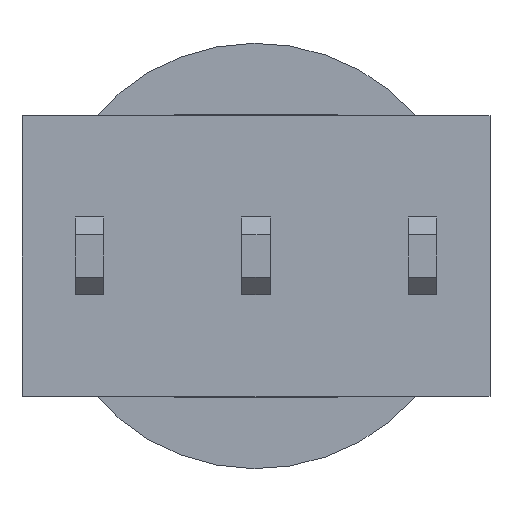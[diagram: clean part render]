
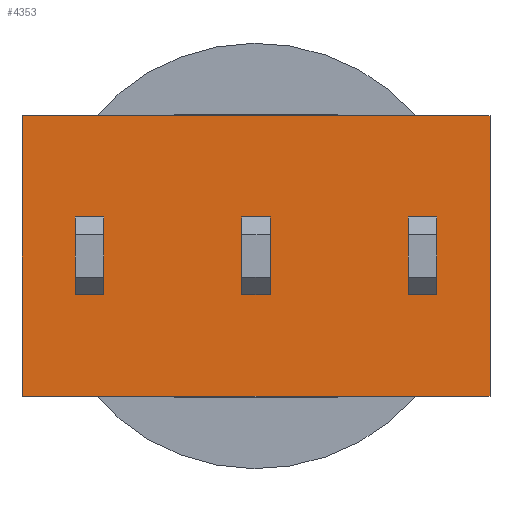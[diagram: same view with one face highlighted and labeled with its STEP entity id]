
A CAD part, front view. The second image highlights one B-rep face of the part: STEP entity #4353.
In plain terms, the highlighted planar face has unit normal (0, -1, 0).
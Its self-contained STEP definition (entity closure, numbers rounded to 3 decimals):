
#528 = CARTESIAN_POINT ( 'NONE',  ( 4.3, -9.5, -1.1 ) ) ;
#555 = DIRECTION ( 'NONE',  ( 1., 0., 0. ) ) ;
#990 = CARTESIAN_POINT ( 'NONE',  ( -6.6, -9.5, -3.95 ) ) ;
#1092 = EDGE_CURVE ( 'NONE', #19180, #5338, #15098, .T. ) ;
#1099 = CARTESIAN_POINT ( 'NONE',  ( 6.6, -9.5, 3.95 ) ) ;
#1268 = ORIENTED_EDGE ( 'NONE', *, *, #20269, .F. ) ;
#1625 = EDGE_CURVE ( 'NONE', #4198, #19600, #7704, .T. ) ;
#1991 = CARTESIAN_POINT ( 'NONE',  ( 4.3, -9.5, -1.1 ) ) ;
#2023 = LINE ( 'NONE', #11442, #17675 ) ;
#2109 = CARTESIAN_POINT ( 'NONE',  ( 0.4, -9.5, -1.1 ) ) ;
#2561 = VERTEX_POINT ( 'NONE', #23126 ) ;
#2779 = EDGE_LOOP ( 'NONE', ( #8316, #4569, #17171, #15644 ) ) ;
#2869 = VERTEX_POINT ( 'NONE', #20863 ) ;
#2904 = DIRECTION ( 'NONE',  ( 0., -1., 0. ) ) ;
#2908 = LINE ( 'NONE', #18806, #7329 ) ;
#2921 = CARTESIAN_POINT ( 'NONE',  ( -4.3, -9.5, 1.1 ) ) ;
#2984 = VERTEX_POINT ( 'NONE', #13448 ) ;
#3008 = ORIENTED_EDGE ( 'NONE', *, *, #3319, .F. ) ;
#3319 = EDGE_CURVE ( 'NONE', #19581, #14950, #8275, .T. ) ;
#3504 = CARTESIAN_POINT ( 'NONE',  ( -4.3, -9.5, -1.1 ) ) ;
#3773 = VECTOR ( 'NONE', #3789, 1000. ) ;
#3789 = DIRECTION ( 'NONE',  ( 1., 0., 0. ) ) ;
#4198 = VERTEX_POINT ( 'NONE', #10250 ) ;
#4353 = ADVANCED_FACE ( 'NONE', ( #10616, #15626, #11211, #5605 ), #21713, .T. ) ;
#4387 = CARTESIAN_POINT ( 'NONE',  ( -6.6, -9.5, 3.95 ) ) ;
#4391 = LINE ( 'NONE', #16266, #18855 ) ;
#4569 = ORIENTED_EDGE ( 'NONE', *, *, #12024, .F. ) ;
#4725 = LINE ( 'NONE', #14126, #24178 ) ;
#4748 = LINE ( 'NONE', #22278, #14782 ) ;
#5025 = VERTEX_POINT ( 'NONE', #4387 ) ;
#5199 = VECTOR ( 'NONE', #23834, 1000. ) ;
#5338 = VERTEX_POINT ( 'NONE', #12537 ) ;
#5533 = VECTOR ( 'NONE', #5838, 1000. ) ;
#5605 = FACE_BOUND ( 'NONE', #6529, .T. ) ;
#5621 = ORIENTED_EDGE ( 'NONE', *, *, #19483, .T. ) ;
#5838 = DIRECTION ( 'NONE',  ( 0., 0., 1. ) ) ;
#6126 = LINE ( 'NONE', #17137, #5533 ) ;
#6204 = CARTESIAN_POINT ( 'NONE',  ( 5.1, -9.5, -1.1 ) ) ;
#6316 = CARTESIAN_POINT ( 'NONE',  ( 6.6, -9.5, -3.95 ) ) ;
#6383 = EDGE_CURVE ( 'NONE', #19600, #2984, #4391, .T. ) ;
#6529 = EDGE_LOOP ( 'NONE', ( #18517, #18946, #8905, #6754 ) ) ;
#6544 = CARTESIAN_POINT ( 'NONE',  ( -0.4, -9.5, 1.1 ) ) ;
#6754 = ORIENTED_EDGE ( 'NONE', *, *, #7947, .F. ) ;
#7329 = VECTOR ( 'NONE', #24467, 1000. ) ;
#7609 = CARTESIAN_POINT ( 'NONE',  ( -0.4, -9.5, -1.1 ) ) ;
#7677 = VECTOR ( 'NONE', #555, 1000. ) ;
#7704 = LINE ( 'NONE', #7609, #22167 ) ;
#7793 = DIRECTION ( 'NONE',  ( -1., 0., 0. ) ) ;
#7804 = ORIENTED_EDGE ( 'NONE', *, *, #14278, .T. ) ;
#7947 = EDGE_CURVE ( 'NONE', #5338, #14462, #20605, .T. ) ;
#8267 = CARTESIAN_POINT ( 'NONE',  ( -6.6, -9.5, -3.95 ) ) ;
#8275 = LINE ( 'NONE', #21277, #7677 ) ;
#8316 = ORIENTED_EDGE ( 'NONE', *, *, #18028, .F. ) ;
#8318 = VERTEX_POINT ( 'NONE', #2921 ) ;
#8509 = DIRECTION ( 'NONE',  ( -1., 0., 0. ) ) ;
#8760 = DIRECTION ( 'NONE',  ( 0., 0., 1. ) ) ;
#8905 = ORIENTED_EDGE ( 'NONE', *, *, #12676, .F. ) ;
#9320 = EDGE_CURVE ( 'NONE', #14950, #8318, #6126, .T. ) ;
#9521 = EDGE_LOOP ( 'NONE', ( #10099, #20126, #22966, #3008 ) ) ;
#10077 = VECTOR ( 'NONE', #15189, 1000. ) ;
#10099 = ORIENTED_EDGE ( 'NONE', *, *, #24360, .F. ) ;
#10250 = CARTESIAN_POINT ( 'NONE',  ( -0.4, -9.5, -1.1 ) ) ;
#10326 = DIRECTION ( 'NONE',  ( 0., 0., -1. ) ) ;
#10493 = AXIS2_PLACEMENT_3D ( 'NONE', #990, #2904, #16100 ) ;
#10616 = FACE_BOUND ( 'NONE', #9521, .T. ) ;
#10753 = CARTESIAN_POINT ( 'NONE',  ( -5.1, -9.5, 1.1 ) ) ;
#10956 = LINE ( 'NONE', #16345, #15369 ) ;
#11001 = DIRECTION ( 'NONE',  ( -1., 0., 0. ) ) ;
#11211 = FACE_BOUND ( 'NONE', #2779, .T. ) ;
#11236 = VECTOR ( 'NONE', #20687, 1000. ) ;
#11442 = CARTESIAN_POINT ( 'NONE',  ( -6.6, -9.5, -3.95 ) ) ;
#11800 = LINE ( 'NONE', #15195, #21243 ) ;
#11900 = EDGE_CURVE ( 'NONE', #5025, #16878, #10956, .T. ) ;
#12024 = EDGE_CURVE ( 'NONE', #2984, #2561, #4748, .T. ) ;
#12424 = VERTEX_POINT ( 'NONE', #8267 ) ;
#12537 = CARTESIAN_POINT ( 'NONE',  ( 4.3, -9.5, -1.1 ) ) ;
#12676 = EDGE_CURVE ( 'NONE', #14462, #2869, #15652, .T. ) ;
#12751 = CARTESIAN_POINT ( 'NONE',  ( 4.3, -9.5, 1.1 ) ) ;
#13337 = DIRECTION ( 'NONE',  ( 1., 0., 0. ) ) ;
#13414 = CARTESIAN_POINT ( 'NONE',  ( 4.3, -9.5, 1.1 ) ) ;
#13448 = CARTESIAN_POINT ( 'NONE',  ( 0.4, -9.5, 1.1 ) ) ;
#14126 = CARTESIAN_POINT ( 'NONE',  ( -5.1, -9.5, 1.1 ) ) ;
#14278 = EDGE_CURVE ( 'NONE', #5025, #12424, #11800, .T. ) ;
#14462 = VERTEX_POINT ( 'NONE', #6204 ) ;
#14782 = VECTOR ( 'NONE', #11001, 1000. ) ;
#14950 = VERTEX_POINT ( 'NONE', #3504 ) ;
#15098 = LINE ( 'NONE', #1991, #10077 ) ;
#15189 = DIRECTION ( 'NONE',  ( 0., 0., -1. ) ) ;
#15195 = CARTESIAN_POINT ( 'NONE',  ( -6.6, -9.5, 3.95 ) ) ;
#15199 = DIRECTION ( 'NONE',  ( 1., 0., 0. ) ) ;
#15295 = VECTOR ( 'NONE', #7793, 1000. ) ;
#15369 = VECTOR ( 'NONE', #20226, 1000. ) ;
#15626 = FACE_OUTER_BOUND ( 'NONE', #23278, .T. ) ;
#15644 = ORIENTED_EDGE ( 'NONE', *, *, #1625, .F. ) ;
#15652 = LINE ( 'NONE', #20926, #11236 ) ;
#15922 = LINE ( 'NONE', #6544, #20940 ) ;
#16100 = DIRECTION ( 'NONE',  ( 0., 0., -1. ) ) ;
#16266 = CARTESIAN_POINT ( 'NONE',  ( 0.4, -9.5, 1.1 ) ) ;
#16345 = CARTESIAN_POINT ( 'NONE',  ( -6.6, -9.5, 3.95 ) ) ;
#16581 = EDGE_CURVE ( 'NONE', #8318, #18587, #4725, .T. ) ;
#16878 = VERTEX_POINT ( 'NONE', #1099 ) ;
#17137 = CARTESIAN_POINT ( 'NONE',  ( -4.3, -9.5, 1.1 ) ) ;
#17171 = ORIENTED_EDGE ( 'NONE', *, *, #6383, .F. ) ;
#17675 = VECTOR ( 'NONE', #13337, 1000. ) ;
#18028 = EDGE_CURVE ( 'NONE', #2561, #4198, #15922, .T. ) ;
#18517 = ORIENTED_EDGE ( 'NONE', *, *, #1092, .F. ) ;
#18587 = VERTEX_POINT ( 'NONE', #21352 ) ;
#18806 = CARTESIAN_POINT ( 'NONE',  ( 6.6, -9.5, 3.95 ) ) ;
#18855 = VECTOR ( 'NONE', #8760, 1000. ) ;
#18946 = ORIENTED_EDGE ( 'NONE', *, *, #19619, .F. ) ;
#19071 = LINE ( 'NONE', #10753, #5199 ) ;
#19180 = VERTEX_POINT ( 'NONE', #12751 ) ;
#19483 = EDGE_CURVE ( 'NONE', #12424, #19950, #2023, .T. ) ;
#19581 = VERTEX_POINT ( 'NONE', #22801 ) ;
#19600 = VERTEX_POINT ( 'NONE', #2109 ) ;
#19619 = EDGE_CURVE ( 'NONE', #2869, #19180, #21512, .T. ) ;
#19950 = VERTEX_POINT ( 'NONE', #6316 ) ;
#20015 = ORIENTED_EDGE ( 'NONE', *, *, #11900, .F. ) ;
#20126 = ORIENTED_EDGE ( 'NONE', *, *, #16581, .F. ) ;
#20226 = DIRECTION ( 'NONE',  ( 1., 0., 0. ) ) ;
#20269 = EDGE_CURVE ( 'NONE', #16878, #19950, #2908, .T. ) ;
#20605 = LINE ( 'NONE', #528, #3773 ) ;
#20687 = DIRECTION ( 'NONE',  ( 0., 0., 1. ) ) ;
#20863 = CARTESIAN_POINT ( 'NONE',  ( 5.1, -9.5, 1.1 ) ) ;
#20926 = CARTESIAN_POINT ( 'NONE',  ( 5.1, -9.5, -1.1 ) ) ;
#20940 = VECTOR ( 'NONE', #10326, 1000. ) ;
#21243 = VECTOR ( 'NONE', #22689, 1000. ) ;
#21277 = CARTESIAN_POINT ( 'NONE',  ( -5.1, -9.5, -1.1 ) ) ;
#21352 = CARTESIAN_POINT ( 'NONE',  ( -5.1, -9.5, 1.1 ) ) ;
#21512 = LINE ( 'NONE', #13414, #15295 ) ;
#21713 = PLANE ( 'NONE',  #10493 ) ;
#22167 = VECTOR ( 'NONE', #15199, 1000. ) ;
#22278 = CARTESIAN_POINT ( 'NONE',  ( -0.4, -9.5, 1.1 ) ) ;
#22689 = DIRECTION ( 'NONE',  ( 0., 0., -1. ) ) ;
#22801 = CARTESIAN_POINT ( 'NONE',  ( -5.1, -9.5, -1.1 ) ) ;
#22966 = ORIENTED_EDGE ( 'NONE', *, *, #9320, .F. ) ;
#23126 = CARTESIAN_POINT ( 'NONE',  ( -0.4, -9.5, 1.1 ) ) ;
#23278 = EDGE_LOOP ( 'NONE', ( #7804, #5621, #1268, #20015 ) ) ;
#23834 = DIRECTION ( 'NONE',  ( 0., 0., -1. ) ) ;
#24178 = VECTOR ( 'NONE', #8509, 1000. ) ;
#24360 = EDGE_CURVE ( 'NONE', #18587, #19581, #19071, .T. ) ;
#24467 = DIRECTION ( 'NONE',  ( 0., 0., -1. ) ) ;
